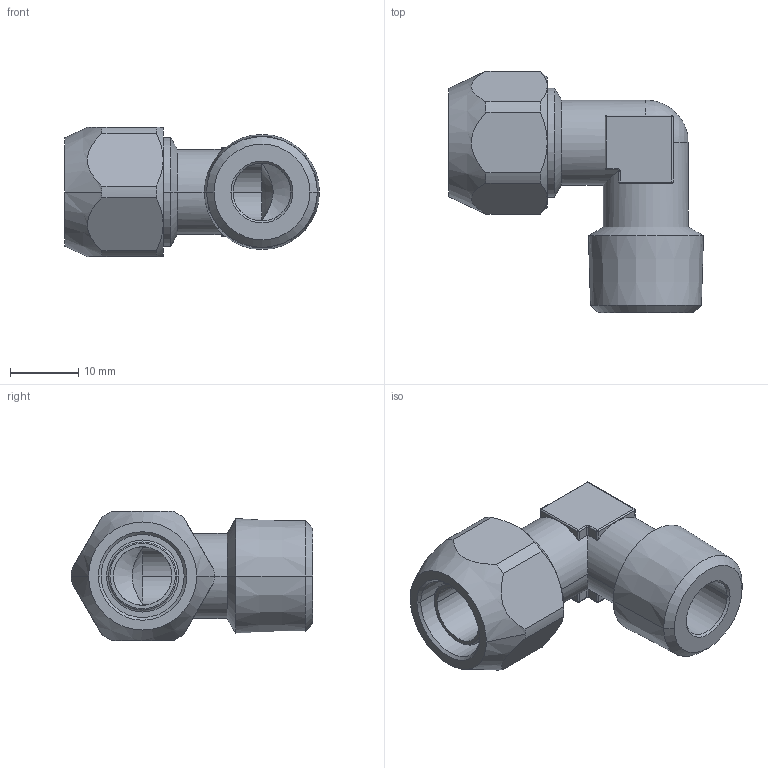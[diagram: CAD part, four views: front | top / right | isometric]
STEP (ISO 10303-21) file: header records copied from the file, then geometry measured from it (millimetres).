
FILE_DESCRIPTION(( 'CX.13.12.38.stp' ), '1');
FILE_NAME( 'CX.13.12.38.stp', '2018-09-04T16:08:33',( 'Sopra'),('sopra-pneumatic.com'), 'SwSTEP 2.0','SolidWorks 2009','' );
FILE_SCHEMA(('CONFIG_CONTROL_DESIGN'));
Length unit declared in the file: millimetre
Products named in the file (1): 361043B_150X4-12-10-3-8K
Bounding box: 37.45 x 35.5 x 19 mm (x, y, z)
Volume: 6890.6 mm3; surface area: 5131.9 mm2
Topology: 1 solids, 1 shells, 108 faces, 250 edges, 146 vertices
Faces by surface type: cylinder 44, plane 25, cone 22, sphere 11, torus 6
Entity records: 3226 total; most frequent: CARTESIAN_POINT 738, DIRECTION 540, ORIENTED_EDGE 498, EDGE_CURVE 249, AXIS2_PLACEMENT_3D 222, VERTEX_POINT 146, CIRCLE 114, EDGE_LOOP 113
